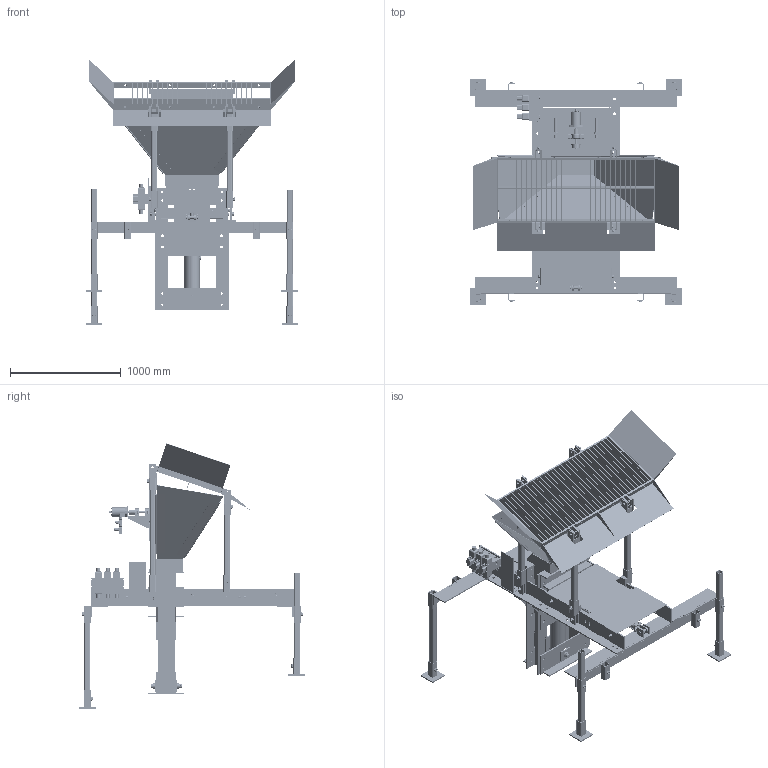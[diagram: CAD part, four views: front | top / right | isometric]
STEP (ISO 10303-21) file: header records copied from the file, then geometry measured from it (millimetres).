
FILE_DESCRIPTION(/* description */ ('Alibre Inc.'),/* implementation_level */ '2;1');
FILE_NAME(/* name */ 'export0',/* time_stamp */ '2014-04-13T17:56:51-05:00',/* author */ (''),/* organization */ (''),/* preprocessor_version */ 'ST-DEVELOPER v14',/* originating_system */ 'Alibre',/* authorisation */ '');
FILE_SCHEMA (('CONFIG_CONTROL_DESIGN'));
Length unit declared in the file: inch
Products named in the file (156): ID_1; ID_2; ID_3; ID_4; ID_5; ID_6; ID_7; ID_8; ID_9; ID_10; ID_11; ID_12; ID_13; ID_14; ID_15; ID_16; ID_17; ID_18; ID_19; ID_20; ID_21; ID_22; 97245A521; ID_23; ID_24; ID_25; ID_26; ID_27; ID_28; ID_29; ID_30; ID_31; ID_32; 5700K14; ID_33; ID_34; ID_35; ID_36; ID_37; ID_38 ...
Bounding box: 1917.7 x 2042.14 x 2389.59 mm (x, y, z)
Volume: 125108158.8 mm3; surface area: 32501157.8 mm2
Topology: 367 solids, 367 shells, 8375 faces, 21424 edges, 13915 vertices
Faces by surface type: plane 5592, cylinder 1858, cone 802, torus 63, bspline 52, sphere 8
Full cylindrical faces by diameter (mm): 6.35 x4, 10.356 x10, 12.7 x8, 13.494 x32, 13.619 x4, 15.875 x16, 16.256 x2, 19.304 x34, 20.32 x6, 20.625 x12, 20.637 x28, 20.638 x42, 20.65 x8, 22.225 x4, 22.454 x4, 25.4 x78, 25.527 x24, 26.67 x4, 27.94 x4, 31.75 x8, 34.925 x8, 53.975 x2
Entity records: 136732 total; most frequent: CARTESIAN_POINT 32192, ORIENTED_EDGE 18412, DIRECTION 15345, EDGE_CURVE 9205, VECTOR 6419, LINE 6419, VERTEX_POINT 6114, AXIS2_PLACEMENT_3D 5605
